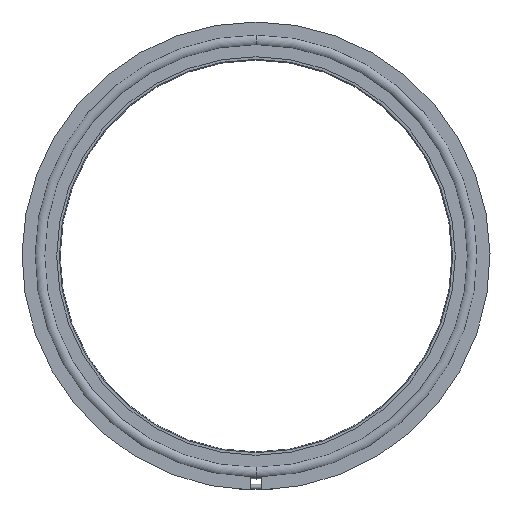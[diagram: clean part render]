
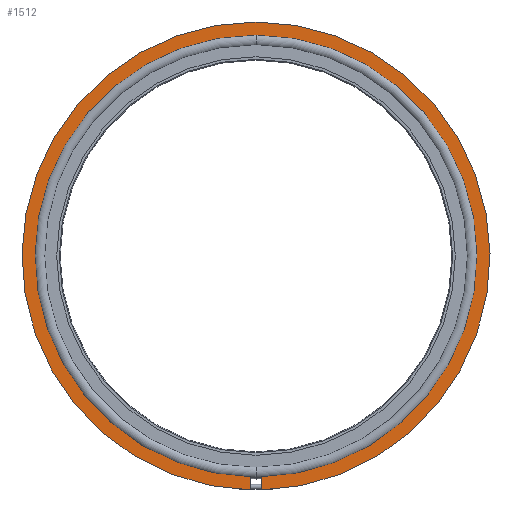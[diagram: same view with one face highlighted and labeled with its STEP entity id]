
A CAD part, front view. The second image highlights one B-rep face of the part: STEP entity #1512.
In plain terms, the highlighted planar face has unit normal (0, -1, 0).
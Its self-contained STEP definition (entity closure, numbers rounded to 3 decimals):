
#49 = AXIS2_PLACEMENT_3D ( 'NONE', #1246, #1187, #1183 ) ;
#57 = AXIS2_PLACEMENT_3D ( 'NONE', #1253, #1327, #623 ) ;
#59 = AXIS2_PLACEMENT_3D ( 'NONE', #1216, #1513, #464 ) ;
#81 = DIRECTION ( 'NONE',  ( 0., 0., 1. ) ) ;
#108 = VECTOR ( 'NONE', #1502, 1000. ) ;
#113 = VECTOR ( 'NONE', #1052, 1000. ) ;
#116 = CIRCLE ( 'NONE', #49, 84.544 ) ;
#126 = AXIS2_PLACEMENT_3D ( 'NONE', #924, #1497, #81 ) ;
#139 = AXIS2_PLACEMENT_3D ( 'NONE', #1338, #539, #1122 ) ;
#173 = VERTEX_POINT ( 'NONE', #1045 ) ;
#214 = CARTESIAN_POINT ( 'NONE',  ( -2., -1.95, 0. ) ) ;
#221 = CIRCLE ( 'NONE', #126, 89.6 ) ;
#224 = ORIENTED_EDGE ( 'NONE', *, *, #1370, .F. ) ;
#245 = CIRCLE ( 'NONE', #139, 84.544 ) ;
#455 = PLANE ( 'NONE',  #57 ) ;
#461 = CARTESIAN_POINT ( 'NONE',  ( 2., -1.95, -84.521 ) ) ;
#464 = DIRECTION ( 'NONE',  ( 0., 0., 1. ) ) ;
#500 = CARTESIAN_POINT ( 'NONE',  ( 0., -1.95, 84.544 ) ) ;
#539 = DIRECTION ( 'NONE',  ( 0., 1., 0. ) ) ;
#623 = DIRECTION ( 'NONE',  ( 0., 0., -1. ) ) ;
#650 = CARTESIAN_POINT ( 'NONE',  ( 2., -1.95, 0. ) ) ;
#669 = VERTEX_POINT ( 'NONE', #747 ) ;
#747 = CARTESIAN_POINT ( 'NONE',  ( 2., -1.95, -89.578 ) ) ;
#780 = ORIENTED_EDGE ( 'NONE', *, *, #1528, .T. ) ;
#882 = FACE_OUTER_BOUND ( 'NONE', #1495, .T. ) ;
#924 = CARTESIAN_POINT ( 'NONE',  ( 0., -1.95, 0. ) ) ;
#1045 = CARTESIAN_POINT ( 'NONE',  ( -2., -1.95, -84.521 ) ) ;
#1052 = DIRECTION ( 'NONE',  ( 0., 0., 1. ) ) ;
#1066 = LINE ( 'NONE', #650, #113 ) ;
#1070 = CARTESIAN_POINT ( 'NONE',  ( 0., -1.95, 89.6 ) ) ;
#1105 = VERTEX_POINT ( 'NONE', #500 ) ;
#1119 = ORIENTED_EDGE ( 'NONE', *, *, #1517, .F. ) ;
#1122 = DIRECTION ( 'NONE',  ( 0., 0., 1. ) ) ;
#1143 = ORIENTED_EDGE ( 'NONE', *, *, #1527, .F. ) ;
#1162 = VERTEX_POINT ( 'NONE', #461 ) ;
#1183 = DIRECTION ( 'NONE',  ( 0., 0., 1. ) ) ;
#1187 = DIRECTION ( 'NONE',  ( 0., 1., 0. ) ) ;
#1200 = CIRCLE ( 'NONE', #59, 89.6 ) ;
#1216 = CARTESIAN_POINT ( 'NONE',  ( 0., -1.95, 0. ) ) ;
#1226 = CARTESIAN_POINT ( 'NONE',  ( -2., -1.95, -89.578 ) ) ;
#1237 = ORIENTED_EDGE ( 'NONE', *, *, #1521, .F. ) ;
#1246 = CARTESIAN_POINT ( 'NONE',  ( 0., -1.95, 0. ) ) ;
#1253 = CARTESIAN_POINT ( 'NONE',  ( -89.6, -1.95, 0. ) ) ;
#1327 = DIRECTION ( 'NONE',  ( 0., -1., 0. ) ) ;
#1338 = CARTESIAN_POINT ( 'NONE',  ( 0., -1.95, 0. ) ) ;
#1364 = EDGE_CURVE ( 'NONE', #1105, #1162, #245, .T. ) ;
#1370 = EDGE_CURVE ( 'NONE', #1487, #1469, #221, .T. ) ;
#1404 = ORIENTED_EDGE ( 'NONE', *, *, #1364, .T. ) ;
#1469 = VERTEX_POINT ( 'NONE', #1070 ) ;
#1487 = VERTEX_POINT ( 'NONE', #1226 ) ;
#1495 = EDGE_LOOP ( 'NONE', ( #1237, #1119, #224, #1143, #780, #1404 ) ) ;
#1497 = DIRECTION ( 'NONE',  ( 0., 1., 0. ) ) ;
#1502 = DIRECTION ( 'NONE',  ( 0., 0., -1. ) ) ;
#1510 = LINE ( 'NONE', #214, #108 ) ;
#1512 = ADVANCED_FACE ( 'NONE', ( #882 ), #455, .T. ) ;
#1513 = DIRECTION ( 'NONE',  ( 0., 1., 0. ) ) ;
#1517 = EDGE_CURVE ( 'NONE', #1469, #669, #1200, .T. ) ;
#1521 = EDGE_CURVE ( 'NONE', #669, #1162, #1066, .T. ) ;
#1527 = EDGE_CURVE ( 'NONE', #173, #1487, #1510, .T. ) ;
#1528 = EDGE_CURVE ( 'NONE', #173, #1105, #116, .T. ) ;
